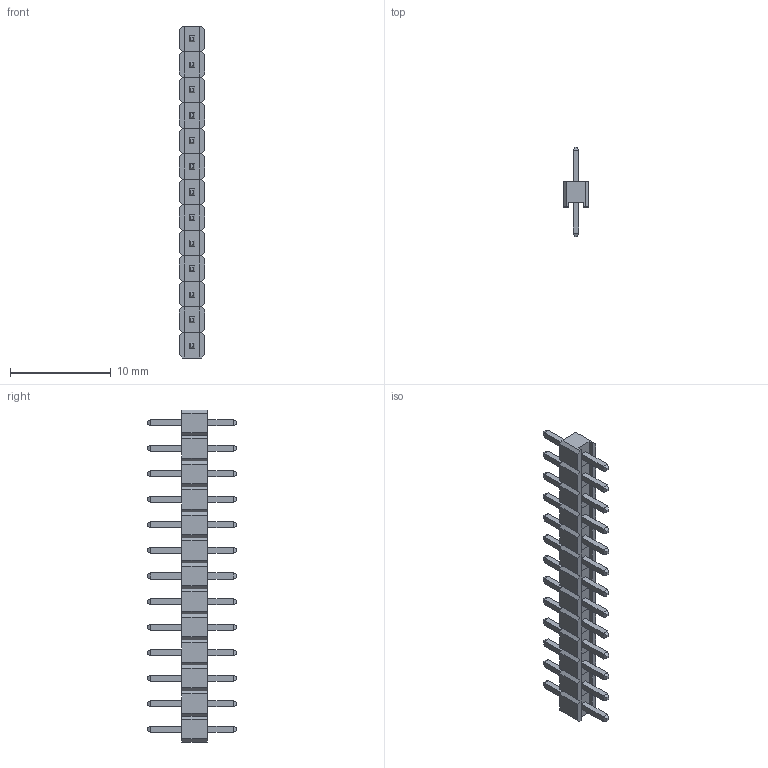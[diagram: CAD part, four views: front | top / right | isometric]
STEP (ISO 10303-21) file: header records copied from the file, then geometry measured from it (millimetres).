
FILE_DESCRIPTION (( 'STEP AP214' ), '1' );
FILE_NAME ('Pin Header 13 Way.STEP', '2025-06-30T14:09:10', ( '' ), ( '' ), 'SwSTEP 2.0', 'SolidWorks 2025', '' );
FILE_SCHEMA (( 'AUTOMOTIVE_DESIGN' ));
Length unit declared in the file: millimetre
Products named in the file (1): Pin Header 13 Way
Bounding box: 2.54 x 8.88 x 33.02 mm (x, y, z)
Volume: 210.9 mm3; surface area: 680.3 mm2
Topology: 13 solids, 13 shells, 416 faces, 988 edges, 624 vertices
Faces by surface type: plane 416
Entity records: 16307 total; most frequent: CARTESIAN_POINT 2029, ORIENTED_EDGE 1976, DIRECTION 1822, LINE 988, VECTOR 988, EDGE_CURVE 988, VERTEX_POINT 624, EDGE_LOOP 442
